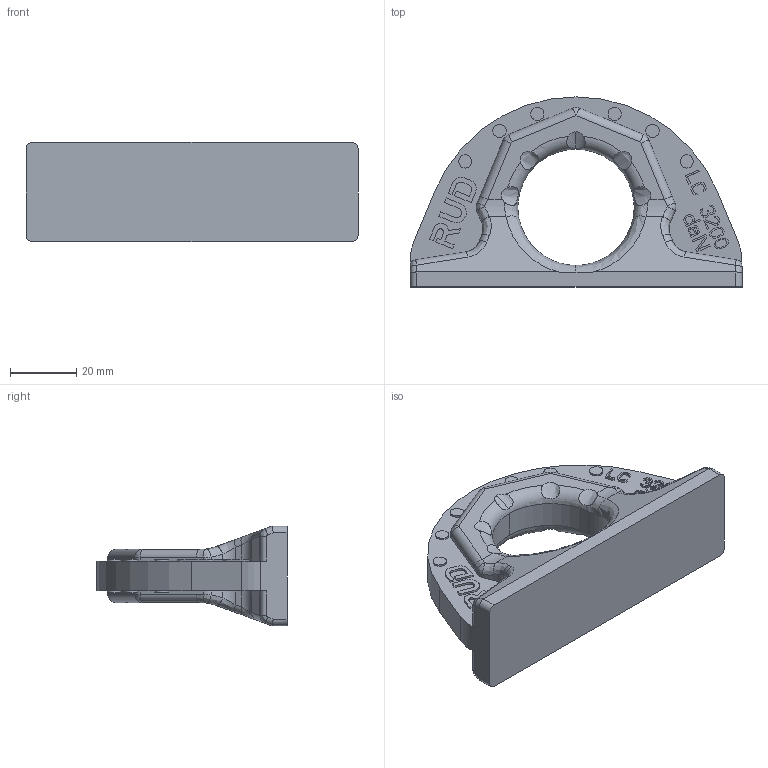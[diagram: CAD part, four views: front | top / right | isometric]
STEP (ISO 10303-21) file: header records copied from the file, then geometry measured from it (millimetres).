
FILE_DESCRIPTION((''),'2;1');
FILE_NAME('001-M34469-P1','2016-04-21T',('Andreas.Wendler'),(''),'PRO/ENGINEER BY PARAMETRIC TECHNOLOGY CORPORATION, 2010140','PRO/ENGINEER BY PARAMETRIC TECHNOLOGY CORPORATION, 2010140','');
FILE_SCHEMA(('CONFIG_CONTROL_DESIGN'));
Length unit declared in the file: millimetre
Products named in the file (1): 001-M34469-P1
Bounding box: 100 x 57.25 x 30 mm (x, y, z)
Volume: 59930 mm3; surface area: 15558.5 mm2
Topology: 1 solids, 1 shells, 638 faces, 1742 edges, 1140 vertices
Faces by surface type: plane 495, cylinder 91, bspline 38, extrusion 12, torus 2
Entity records: 21597 total; most frequent: CARTESIAN_POINT 5577, ORIENTED_EDGE 3484, DIRECTION 3022, EDGE_CURVE 1742, VECTOR 1470, LINE 1458, VERTEX_POINT 1140, AXIS2_PLACEMENT_3D 776
